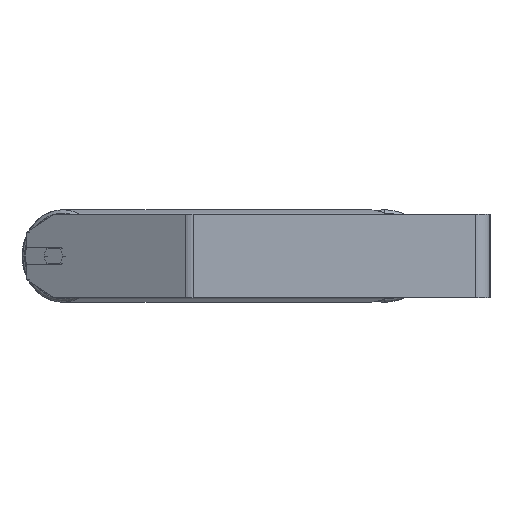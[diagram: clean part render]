
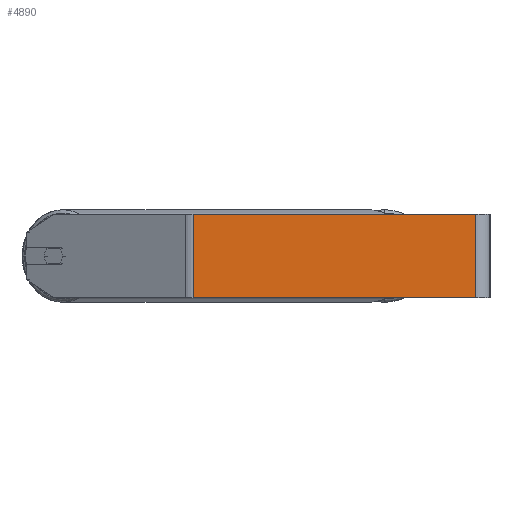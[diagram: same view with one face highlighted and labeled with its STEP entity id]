
A CAD part, left-side view. The second image highlights one B-rep face of the part: STEP entity #4890.
In plain terms, the highlighted planar face has unit normal (-1, 0, 0).
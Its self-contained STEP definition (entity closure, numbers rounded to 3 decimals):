
#40 = FACE_OUTER_BOUND ( 'NONE', #5639, .T. ) ;
#132 = DIRECTION ( 'NONE',  ( 1., 0., 0. ) ) ;
#315 = VECTOR ( 'NONE', #1834, 1000. ) ;
#553 = VERTEX_POINT ( 'NONE', #3274 ) ;
#816 = CARTESIAN_POINT ( 'NONE',  ( -945., 285.521, 40. ) ) ;
#1203 = ORIENTED_EDGE ( 'NONE', *, *, #1284, .T. ) ;
#1284 = EDGE_CURVE ( 'NONE', #5714, #553, #3168, .T. ) ;
#1491 = VECTOR ( 'NONE', #8194, 1000. ) ;
#1722 = ORIENTED_EDGE ( 'NONE', *, *, #4952, .T. ) ;
#1834 = DIRECTION ( 'NONE',  ( 0., -1., 0. ) ) ;
#1874 = LINE ( 'NONE', #3295, #8565 ) ;
#2100 = VERTEX_POINT ( 'NONE', #5969 ) ;
#2159 = PLANE ( 'NONE',  #6988 ) ;
#2460 = DIRECTION ( 'NONE',  ( 0., 0., -1. ) ) ;
#2797 = CARTESIAN_POINT ( 'NONE',  ( -945., 289.272, 40. ) ) ;
#3168 = LINE ( 'NONE', #5872, #315 ) ;
#3274 = CARTESIAN_POINT ( 'NONE',  ( -945., 14., -40. ) ) ;
#3295 = CARTESIAN_POINT ( 'NONE',  ( -945., 14., 40. ) ) ;
#3601 = CARTESIAN_POINT ( 'NONE',  ( -945., 285.521, -40. ) ) ;
#4589 = DIRECTION ( 'NONE',  ( 0., 0., -1. ) ) ;
#4890 = ADVANCED_FACE ( 'NONE', ( #40 ), #2159, .F. ) ;
#4952 = EDGE_CURVE ( 'NONE', #6002, #5714, #7816, .T. ) ;
#5178 = ORIENTED_EDGE ( 'NONE', *, *, #6058, .F. ) ;
#5639 = EDGE_LOOP ( 'NONE', ( #1203, #5709, #5178, #1722 ) ) ;
#5709 = ORIENTED_EDGE ( 'NONE', *, *, #7691, .F. ) ;
#5714 = VERTEX_POINT ( 'NONE', #3601 ) ;
#5872 = CARTESIAN_POINT ( 'NONE',  ( -945., 289.272, -40. ) ) ;
#5969 = CARTESIAN_POINT ( 'NONE',  ( -945., 14., 40. ) ) ;
#6002 = VERTEX_POINT ( 'NONE', #816 ) ;
#6058 = EDGE_CURVE ( 'NONE', #6002, #2100, #6165, .T. ) ;
#6165 = LINE ( 'NONE', #2797, #1491 ) ;
#6199 = CARTESIAN_POINT ( 'NONE',  ( -945., 289.272, 40. ) ) ;
#6563 = VECTOR ( 'NONE', #2460, 1000. ) ;
#6988 = AXIS2_PLACEMENT_3D ( 'NONE', #6199, #132, #7563 ) ;
#7563 = DIRECTION ( 'NONE',  ( 0., 0., -1. ) ) ;
#7691 = EDGE_CURVE ( 'NONE', #2100, #553, #1874, .T. ) ;
#7816 = LINE ( 'NONE', #8530, #6563 ) ;
#8194 = DIRECTION ( 'NONE',  ( 0., -1., 0. ) ) ;
#8530 = CARTESIAN_POINT ( 'NONE',  ( -945., 285.521, 40. ) ) ;
#8565 = VECTOR ( 'NONE', #4589, 1000. ) ;
